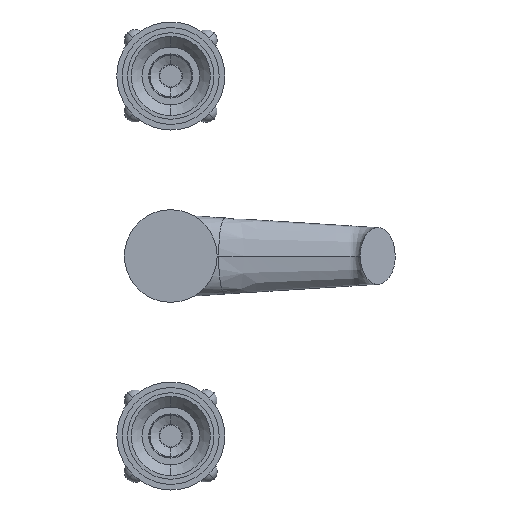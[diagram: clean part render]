
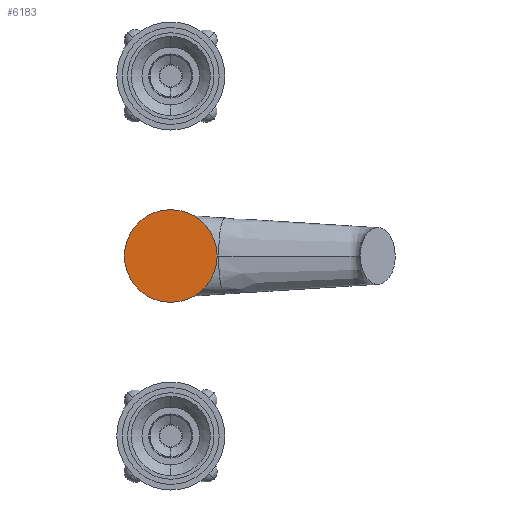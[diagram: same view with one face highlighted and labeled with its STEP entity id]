
A CAD part, front view. The second image highlights one B-rep face of the part: STEP entity #6183.
In plain terms, the highlighted planar face has unit normal (0, -1, 0).
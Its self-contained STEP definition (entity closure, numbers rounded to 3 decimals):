
#5593=CARTESIAN_POINT('',(19.072,-23.893,0.));
#5594=DIRECTION('',(0.,-1.,0.));
#5595=DIRECTION('',(0.,0.,1.));
#5596=AXIS2_PLACEMENT_3D('',#5593,#5594,#5595);
#5598=CARTESIAN_POINT('',(19.072,-23.893,0.));
#5599=DIRECTION('',(0.,-1.,0.));
#5600=DIRECTION('',(0.,0.,-1.));
#5601=AXIS2_PLACEMENT_3D('',#5598,#5599,#5600);
#6142=CARTESIAN_POINT('',(19.072,-23.893,25.75));
#6144=VERTEX_POINT('',#6142);
#6146=CARTESIAN_POINT('',(19.072,-23.893,-25.75));
#6148=VERTEX_POINT('',#6146);
#6172=CARTESIAN_POINT('',(19.072,-23.893,-25.75));
#6173=DIRECTION('',(0.,-1.,0.));
#6174=DIRECTION('',(0.,0.,-1.));
#6175=AXIS2_PLACEMENT_3D('',#6172,#6173,#6174);
#6176=PLANE('',#6175);
#6178=ORIENTED_EDGE('',*,*,#6177,.F.);
#6180=ORIENTED_EDGE('',*,*,#6179,.F.);
#6181=EDGE_LOOP('',(#6178,#6180));
#6182=FACE_OUTER_BOUND('',#6181,.F.);
#6183=ADVANCED_FACE('',(#6182),#6176,.T.);
#5597=CIRCLE('',#5596,25.75);
#5602=CIRCLE('',#5601,25.75);
#6177=EDGE_CURVE('',#6144,#6148,#5597,.T.);
#6179=EDGE_CURVE('',#6148,#6144,#5602,.T.);
